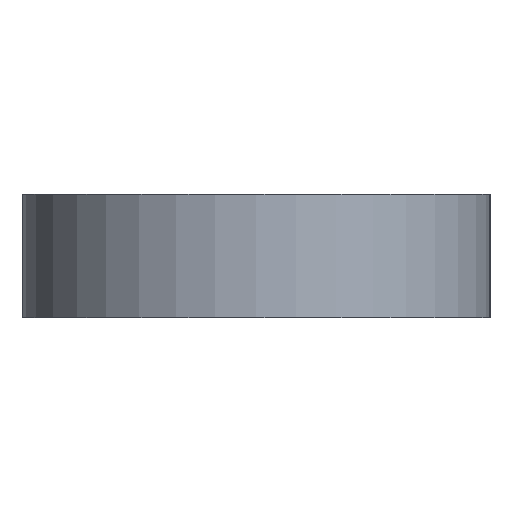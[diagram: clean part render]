
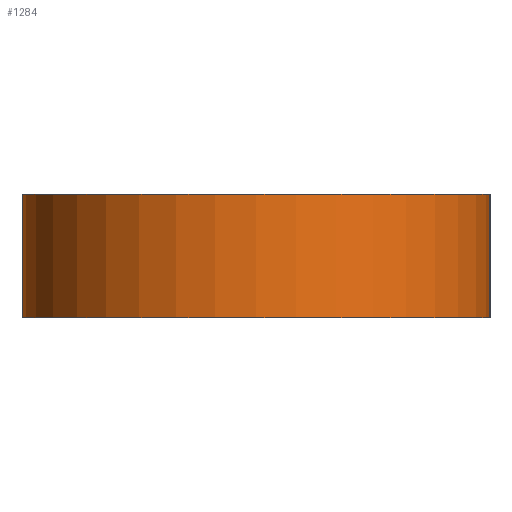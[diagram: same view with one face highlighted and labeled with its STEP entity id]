
A CAD part, left-side view. The second image highlights one B-rep face of the part: STEP entity #1284.
In plain terms, the highlighted cylindrical face has radius 1.9 mm (diameter 3.8 mm), a partial arc.
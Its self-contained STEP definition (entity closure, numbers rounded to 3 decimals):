
#16 = EDGE_CURVE ( 'NONE', #1304, #396, #365, .T. ) ;
#54 = CARTESIAN_POINT ( 'NONE',  ( 310.682, 105.6, -11.778 ) ) ;
#112 = CARTESIAN_POINT ( 'NONE',  ( 310.682, 107.5, -11.778 ) ) ;
#141 = DIRECTION ( 'NONE',  ( 1., 0., 0. ) ) ;
#148 = EDGE_CURVE ( 'NONE', #395, #1317, #387, .T. ) ;
#214 = DIRECTION ( 'NONE',  ( 1., 0., 0. ) ) ;
#248 = CARTESIAN_POINT ( 'NONE',  ( 310.682, 109.4, -11.778 ) ) ;
#255 = AXIS2_PLACEMENT_3D ( 'NONE', #112, #839, #214 ) ;
#295 = AXIS2_PLACEMENT_3D ( 'NONE', #1239, #490, #1112 ) ;
#307 = LINE ( 'NONE', #834, #914 ) ;
#348 = ORIENTED_EDGE ( 'NONE', *, *, #1136, .T. ) ;
#364 = AXIS2_PLACEMENT_3D ( 'NONE', #1072, #554, #141 ) ;
#365 = CIRCLE ( 'NONE', #295, 1.9 ) ;
#387 = CIRCLE ( 'NONE', #255, 1.9 ) ;
#395 = VERTEX_POINT ( 'NONE', #868 ) ;
#396 = VERTEX_POINT ( 'NONE', #1161 ) ;
#490 = DIRECTION ( 'NONE',  ( 0., 0., 1. ) ) ;
#553 = EDGE_CURVE ( 'NONE', #395, #1304, #671, .T. ) ;
#554 = DIRECTION ( 'NONE',  ( 0., 0., 1. ) ) ;
#668 = FACE_OUTER_BOUND ( 'NONE', #750, .T. ) ;
#671 = LINE ( 'NONE', #248, #911 ) ;
#750 = EDGE_LOOP ( 'NONE', ( #1277, #932, #1259, #348 ) ) ;
#769 = CARTESIAN_POINT ( 'NONE',  ( 310.682, 109.4, -10.778 ) ) ;
#834 = CARTESIAN_POINT ( 'NONE',  ( 310.682, 105.6, -11.778 ) ) ;
#839 = DIRECTION ( 'NONE',  ( 0., 0., 1. ) ) ;
#840 = DIRECTION ( 'NONE',  ( 0., 0., 1. ) ) ;
#868 = CARTESIAN_POINT ( 'NONE',  ( 310.682, 109.4, -11.778 ) ) ;
#870 = CYLINDRICAL_SURFACE ( 'NONE', #364, 1.9 ) ;
#911 = VECTOR ( 'NONE', #1096, 1000. ) ;
#914 = VECTOR ( 'NONE', #840, 1000. ) ;
#932 = ORIENTED_EDGE ( 'NONE', *, *, #553, .F. ) ;
#1072 = CARTESIAN_POINT ( 'NONE',  ( 310.682, 107.5, -11.778 ) ) ;
#1096 = DIRECTION ( 'NONE',  ( 0., 0., 1. ) ) ;
#1112 = DIRECTION ( 'NONE',  ( 1., 0., 0. ) ) ;
#1136 = EDGE_CURVE ( 'NONE', #1317, #396, #307, .T. ) ;
#1161 = CARTESIAN_POINT ( 'NONE',  ( 310.682, 105.6, -10.778 ) ) ;
#1239 = CARTESIAN_POINT ( 'NONE',  ( 310.682, 107.5, -10.778 ) ) ;
#1259 = ORIENTED_EDGE ( 'NONE', *, *, #148, .T. ) ;
#1277 = ORIENTED_EDGE ( 'NONE', *, *, #16, .F. ) ;
#1284 = ADVANCED_FACE ( 'NONE', ( #668 ), #870, .T. ) ;
#1304 = VERTEX_POINT ( 'NONE', #769 ) ;
#1317 = VERTEX_POINT ( 'NONE', #54 ) ;
